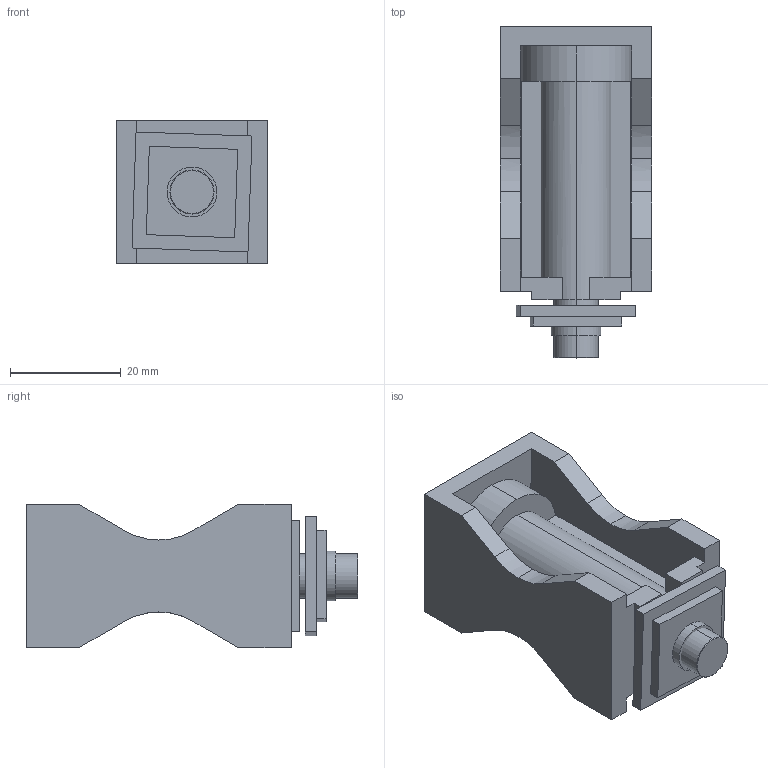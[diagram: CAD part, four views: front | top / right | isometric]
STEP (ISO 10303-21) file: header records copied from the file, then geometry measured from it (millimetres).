
FILE_DESCRIPTION (( 'STEP AP214' ), '1' );
FILE_NAME ('2255014.STEP', '2024-09-16T08:17:38', ( '' ), ( '' ), 'SwSTEP 2.0', 'SolidWorks 2022', '' );
FILE_SCHEMA (( 'AUTOMOTIVE_DESIGN' ));
Length unit declared in the file: millimetre
Products named in the file (4): ES440-05-03_Standard; 133973_M8X60mm; ES440-05-01_Standard; 2255014
Assembly tree (3 placements, depth 2):
  2255014
    ES440-05-01_Standard
    133973_M8X60mm
    ES440-05-03_Standard
Bounding box: 27.5 x 60.05 x 26 mm (x, y, z)
Volume: 19368.4 mm3; surface area: 13096.1 mm2
Topology: 3 solids, 3 shells, 105 faces, 282 edges, 187 vertices
Faces by surface type: plane 66, cylinder 20, bspline 11, cone 6, torus 2
Entity records: 3697 total; most frequent: CARTESIAN_POINT 849, ORIENTED_EDGE 564, DIRECTION 541, EDGE_CURVE 282, VECTOR 207, LINE 207, VERTEX_POINT 187, AXIS2_PLACEMENT_3D 167
